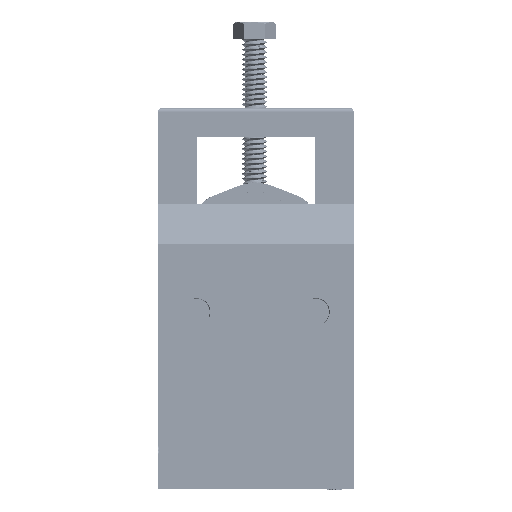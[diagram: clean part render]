
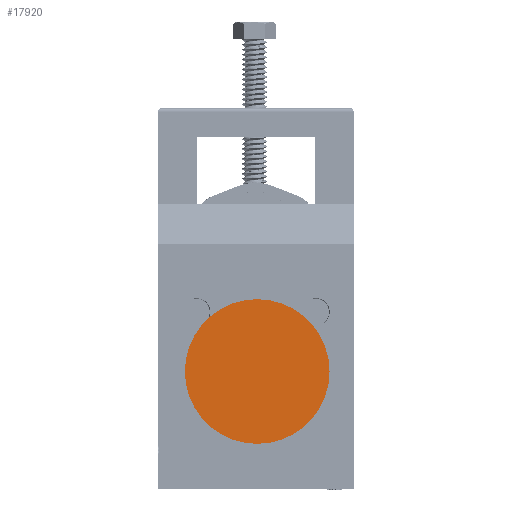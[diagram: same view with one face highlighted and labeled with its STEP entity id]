
A CAD part, left-side view. The second image highlights one B-rep face of the part: STEP entity #17920.
In plain terms, the highlighted planar face has unit normal (-1, 0, 0).
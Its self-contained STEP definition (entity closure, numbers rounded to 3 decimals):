
#17816 = VERTEX_POINT('',#17817);
#17817 = CARTESIAN_POINT('',(-60.207,-1.5,-23.393));
#17822 = EDGE_CURVE('',#17816,#17816,#17823,.T.);
#17823 = CIRCLE('',#17824,18.5);
#17824 = AXIS2_PLACEMENT_3D('',#17825,#17826,#17827);
#17825 = CARTESIAN_POINT('',(-60.207,-1.5,-4.893));
#17826 = DIRECTION('',(1.,0.,0.));
#17827 = DIRECTION('',(0.,0.,-1.));
#17920 = ADVANCED_FACE('',(#17921),#17924,.F.);
#17921 = FACE_BOUND('',#17922,.T.);
#17922 = EDGE_LOOP('',(#17923));
#17923 = ORIENTED_EDGE('',*,*,#17822,.F.);
#17924 = PLANE('',#17925);
#17925 = AXIS2_PLACEMENT_3D('',#17926,#17927,#17928);
#17926 = CARTESIAN_POINT('',(-60.207,-1.5,-4.893));
#17927 = DIRECTION('',(1.,0.,0.));
#17928 = DIRECTION('',(0.,0.,-1.));
